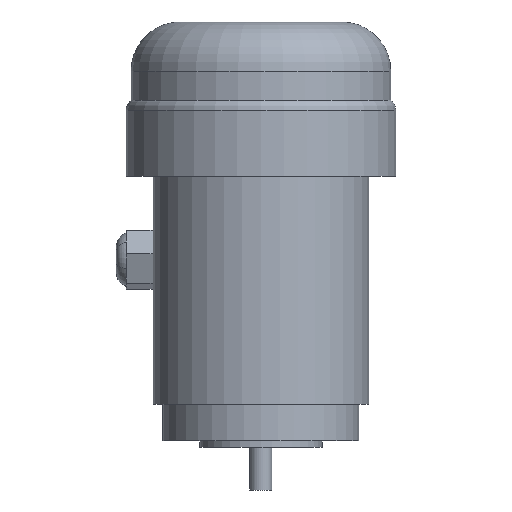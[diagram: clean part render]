
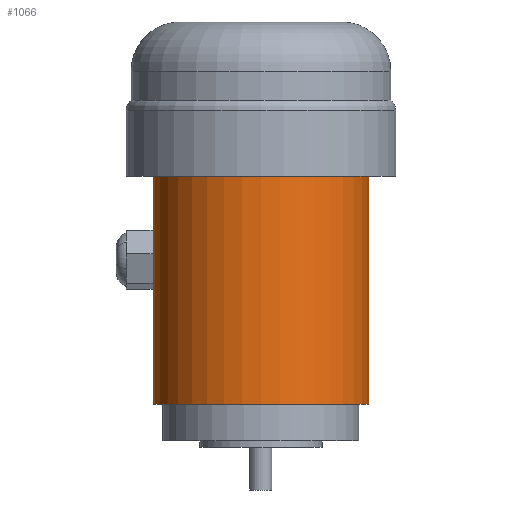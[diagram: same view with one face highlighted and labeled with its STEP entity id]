
A CAD part, front view. The second image highlights one B-rep face of the part: STEP entity #1066.
In plain terms, the highlighted cylindrical face has radius 44 mm (diameter 88 mm), a partial arc.
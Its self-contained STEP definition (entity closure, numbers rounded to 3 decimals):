
#8 = ORIENTED_EDGE ( 'NONE', *, *, #985, .T. ) ;
#379 = DIRECTION ( 'NONE',  ( 0., 0., 1. ) ) ;
#596 = EDGE_CURVE ( 'NONE', #1107, #2961, #2893, .T. ) ;
#774 = CIRCLE ( 'NONE', #1186, 44. ) ;
#985 = EDGE_CURVE ( 'NONE', #1513, #2391, #774, .T. ) ;
#1066 = ADVANCED_FACE ( 'NONE', ( #3069 ), #1247, .T. ) ;
#1107 = VERTEX_POINT ( 'NONE', #2991 ) ;
#1152 = CARTESIAN_POINT ( 'NONE',  ( -44., 0., -93. ) ) ;
#1186 = AXIS2_PLACEMENT_3D ( 'NONE', #4413, #2014, #4057 ) ;
#1236 = DIRECTION ( 'NONE',  ( -1., 0., 0. ) ) ;
#1247 = CYLINDRICAL_SURFACE ( 'NONE', #2327, 44. ) ;
#1298 = DIRECTION ( 'NONE',  ( 1., 0., 0. ) ) ;
#1325 = ORIENTED_EDGE ( 'NONE', *, *, #596, .F. ) ;
#1355 = AXIS2_PLACEMENT_3D ( 'NONE', #1571, #3628, #1236 ) ;
#1513 = VERTEX_POINT ( 'NONE', #2378 ) ;
#1571 = CARTESIAN_POINT ( 'NONE',  ( 0., 0., -93. ) ) ;
#1583 = VECTOR ( 'NONE', #379, 1000. ) ;
#1584 = EDGE_LOOP ( 'NONE', ( #2600, #1325, #3044, #8 ) ) ;
#1901 = CARTESIAN_POINT ( 'NONE',  ( -44., 0., 0. ) ) ;
#1980 = DIRECTION ( 'NONE',  ( 0., 0., 1. ) ) ;
#2014 = DIRECTION ( 'NONE',  ( 0., 0., -1. ) ) ;
#2067 = VECTOR ( 'NONE', #2569, 1000. ) ;
#2228 = CARTESIAN_POINT ( 'NONE',  ( 44., 0., -108. ) ) ;
#2285 = LINE ( 'NONE', #2228, #2067 ) ;
#2327 = AXIS2_PLACEMENT_3D ( 'NONE', #3687, #1980, #1298 ) ;
#2378 = CARTESIAN_POINT ( 'NONE',  ( 44., 0., 0. ) ) ;
#2391 = VERTEX_POINT ( 'NONE', #1901 ) ;
#2569 = DIRECTION ( 'NONE',  ( 0., 0., 1. ) ) ;
#2600 = ORIENTED_EDGE ( 'NONE', *, *, #4087, .F. ) ;
#2893 = CIRCLE ( 'NONE', #1355, 44. ) ;
#2961 = VERTEX_POINT ( 'NONE', #1152 ) ;
#2991 = CARTESIAN_POINT ( 'NONE',  ( 44., 0., -93. ) ) ;
#3044 = ORIENTED_EDGE ( 'NONE', *, *, #3692, .T. ) ;
#3069 = FACE_OUTER_BOUND ( 'NONE', #1584, .T. ) ;
#3109 = CARTESIAN_POINT ( 'NONE',  ( -44., 0., -108. ) ) ;
#3628 = DIRECTION ( 'NONE',  ( 0., 0., -1. ) ) ;
#3687 = CARTESIAN_POINT ( 'NONE',  ( 0., 0., -108. ) ) ;
#3692 = EDGE_CURVE ( 'NONE', #1107, #1513, #2285, .T. ) ;
#4057 = DIRECTION ( 'NONE',  ( -1., 0., 0. ) ) ;
#4087 = EDGE_CURVE ( 'NONE', #2961, #2391, #4311, .T. ) ;
#4311 = LINE ( 'NONE', #3109, #1583 ) ;
#4413 = CARTESIAN_POINT ( 'NONE',  ( 0., 0., 0. ) ) ;
